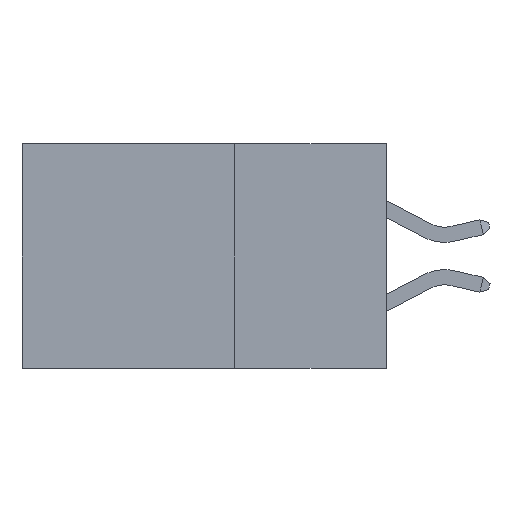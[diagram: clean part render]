
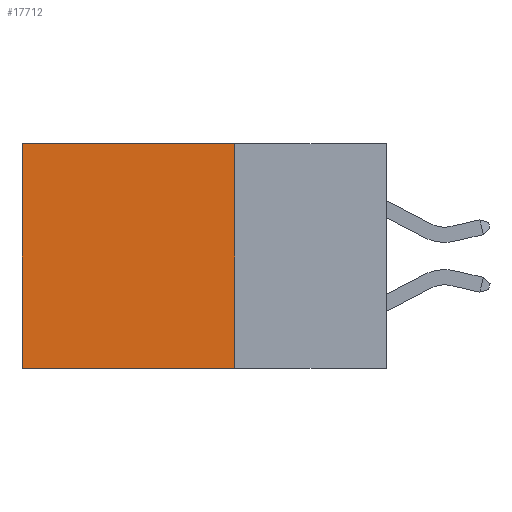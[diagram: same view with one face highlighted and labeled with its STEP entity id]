
A CAD part, left-side view. The second image highlights one B-rep face of the part: STEP entity #17712.
In plain terms, the highlighted planar face has unit normal (-1, 0, 0).
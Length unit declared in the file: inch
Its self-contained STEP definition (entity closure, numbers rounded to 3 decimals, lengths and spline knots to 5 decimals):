
#323 = FACE_OUTER_BOUND ( 'NONE', #15863, .T. ) ;
#907 = DIRECTION ( 'NONE',  ( 0., 1., 0. ) ) ;
#1552 = VERTEX_POINT ( 'NONE', #13822 ) ;
#2154 = AXIS2_PLACEMENT_3D ( 'NONE', #18420, #7754, #20187 ) ;
#2603 = DIRECTION ( 'NONE',  ( 0., 1., 0. ) ) ;
#3147 = LINE ( 'NONE', #20760, #9028 ) ;
#3878 = EDGE_CURVE ( 'NONE', #9127, #6556, #7487, .T. ) ;
#3939 = ORIENTED_EDGE ( 'NONE', *, *, #5630, .F. ) ;
#4456 = DIRECTION ( 'NONE',  ( 0., 0., -1. ) ) ;
#5096 = VECTOR ( 'NONE', #4456, 39.37008 ) ;
#5332 = VERTEX_POINT ( 'NONE', #12783 ) ;
#5586 = ORIENTED_EDGE ( 'NONE', *, *, #3878, .T. ) ;
#5630 = EDGE_CURVE ( 'NONE', #9127, #5332, #3147, .T. ) ;
#5964 = PLANE ( 'NONE',  #2154 ) ;
#6307 = ORIENTED_EDGE ( 'NONE', *, *, #19361, .T. ) ;
#6556 = VERTEX_POINT ( 'NONE', #14333 ) ;
#7487 = LINE ( 'NONE', #21577, #21083 ) ;
#7754 = DIRECTION ( 'NONE',  ( 1., 0., 0. ) ) ;
#9028 = VECTOR ( 'NONE', #12564, 39.37008 ) ;
#9127 = VERTEX_POINT ( 'NONE', #21642 ) ;
#9901 = CARTESIAN_POINT ( 'NONE',  ( 0.2615, 0.25, -0.37 ) ) ;
#10880 = ORIENTED_EDGE ( 'NONE', *, *, #17872, .F. ) ;
#11313 = LINE ( 'NONE', #9901, #20210 ) ;
#12564 = DIRECTION ( 'NONE',  ( 0., 0., -1. ) ) ;
#12783 = CARTESIAN_POINT ( 'NONE',  ( 0.2615, 0.25, -0.37 ) ) ;
#13822 = CARTESIAN_POINT ( 'NONE',  ( 0.2615, 0.6, -0.37 ) ) ;
#14333 = CARTESIAN_POINT ( 'NONE',  ( 0.2615, 0.6, 0. ) ) ;
#14625 = LINE ( 'NONE', #16924, #5096 ) ;
#15863 = EDGE_LOOP ( 'NONE', ( #6307, #10880, #3939, #5586 ) ) ;
#16924 = CARTESIAN_POINT ( 'NONE',  ( 0.2615, 0.6, -0.37 ) ) ;
#17712 = ADVANCED_FACE ( 'NONE', ( #323 ), #5964, .F. ) ;
#17872 = EDGE_CURVE ( 'NONE', #5332, #1552, #11313, .T. ) ;
#18420 = CARTESIAN_POINT ( 'NONE',  ( 0.2615, 0.25, -0.37 ) ) ;
#19361 = EDGE_CURVE ( 'NONE', #6556, #1552, #14625, .T. ) ;
#20187 = DIRECTION ( 'NONE',  ( 0., 0., -1. ) ) ;
#20210 = VECTOR ( 'NONE', #907, 39.37008 ) ;
#20760 = CARTESIAN_POINT ( 'NONE',  ( 0.2615, 0.25, -0.37 ) ) ;
#21083 = VECTOR ( 'NONE', #2603, 39.37008 ) ;
#21577 = CARTESIAN_POINT ( 'NONE',  ( 0.2615, 0.25, 0. ) ) ;
#21642 = CARTESIAN_POINT ( 'NONE',  ( 0.2615, 0.25, 0. ) ) ;
